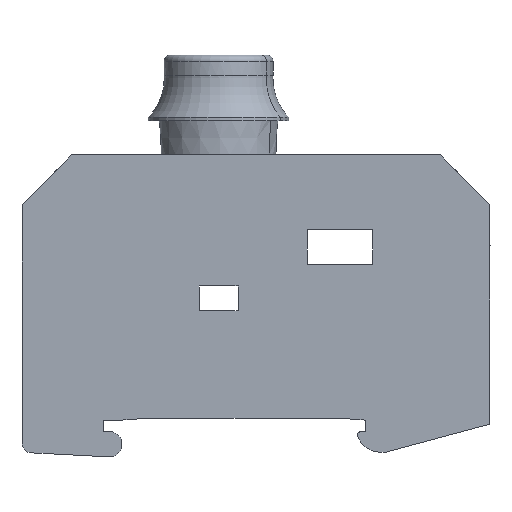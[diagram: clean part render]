
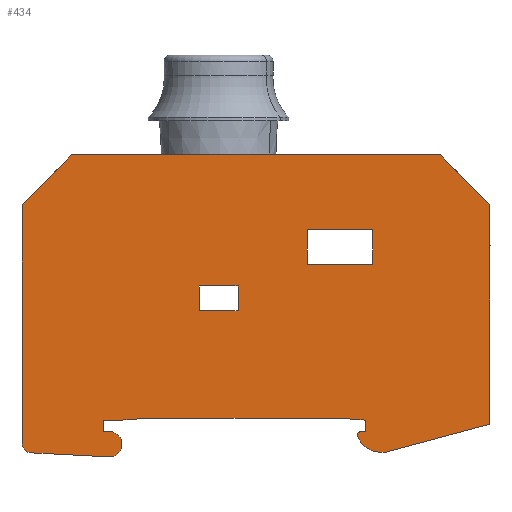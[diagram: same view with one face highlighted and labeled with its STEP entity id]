
A CAD part, left-side view. The second image highlights one B-rep face of the part: STEP entity #434.
In plain terms, the highlighted planar face has unit normal (-1, 0, 0).
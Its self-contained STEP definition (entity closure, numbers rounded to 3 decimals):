
#194=AXIS2_PLACEMENT_3D('Plane Axis2P3D',#191,#192,#193) ;
#205=AXIS2_PLACEMENT_3D('Circle Axis2P3D',#203,#204,$) ;
#226=AXIS2_PLACEMENT_3D('Circle Axis2P3D',#224,#225,$) ;
#240=AXIS2_PLACEMENT_3D('Circle Axis2P3D',#238,#239,$) ;
#303=AXIS2_PLACEMENT_3D('Circle Axis2P3D',#301,#302,$) ;
#310=AXIS2_PLACEMENT_3D('Circle Axis2P3D',#308,#309,$) ;
#41=CARTESIAN_POINT('Vertex',(0.,67.,48.392)) ;
#46=CARTESIAN_POINT('Line Origine',(0.,37.5,48.392)) ;
#50=CARTESIAN_POINT('Vertex',(0.,8.,48.392)) ;
#135=CARTESIAN_POINT('Vertex',(0.,75.,40.392)) ;
#140=CARTESIAN_POINT('Line Origine',(0.,71.,44.392)) ;
#191=CARTESIAN_POINT('Axis2P3D Location',(0.,0.,0.002)) ;
#196=CARTESIAN_POINT('Line Origine',(0.,75.,21.273)) ;
#200=CARTESIAN_POINT('Vertex',(0.,75.,2.154)) ;
#203=CARTESIAN_POINT('Axis2P3D Location',(0.,73.499,2.155)) ;
#207=CARTESIAN_POINT('Vertex',(0.,73.579,0.656)) ;
#210=CARTESIAN_POINT('Line Origine',(0.,67.342,0.33)) ;
#214=CARTESIAN_POINT('Vertex',(0.,61.105,0.003)) ;
#217=CARTESIAN_POINT('Line Origine',(0.,61.052,0.001)) ;
#221=CARTESIAN_POINT('Vertex',(0.,61.,0.)) ;
#224=CARTESIAN_POINT('Axis2P3D Location',(0.,61.,2.)) ;
#228=CARTESIAN_POINT('Vertex',(0.,59.,2.)) ;
#231=CARTESIAN_POINT('Line Origine',(0.,59.,2.046)) ;
#235=CARTESIAN_POINT('Vertex',(0.,59.,2.092)) ;
#238=CARTESIAN_POINT('Axis2P3D Location',(0.,61.,2.092)) ;
#242=CARTESIAN_POINT('Vertex',(0.,61.,4.092)) ;
#245=CARTESIAN_POINT('Line Origine',(0.,61.5,4.092)) ;
#249=CARTESIAN_POINT('Vertex',(0.,62.,4.092)) ;
#252=CARTESIAN_POINT('Line Origine',(0.,62.,4.992)) ;
#256=CARTESIAN_POINT('Vertex',(0.,62.,5.892)) ;
#259=CARTESIAN_POINT('Line Origine',(0.,60.5,5.892)) ;
#263=CARTESIAN_POINT('Vertex',(0.,59.,5.892)) ;
#266=CARTESIAN_POINT('Line Origine',(0.,57.,6.042)) ;
#270=CARTESIAN_POINT('Vertex',(0.,55.,6.192)) ;
#273=CARTESIAN_POINT('Line Origine',(0.,39.5,6.192)) ;
#277=CARTESIAN_POINT('Vertex',(0.,24.,6.192)) ;
#280=CARTESIAN_POINT('Line Origine',(0.,22.,6.042)) ;
#284=CARTESIAN_POINT('Vertex',(0.,20.,5.892)) ;
#287=CARTESIAN_POINT('Line Origine',(0.,20.,4.992)) ;
#291=CARTESIAN_POINT('Vertex',(0.,20.,4.092)) ;
#294=CARTESIAN_POINT('Line Origine',(0.,20.412,4.056)) ;
#298=CARTESIAN_POINT('Vertex',(0.,20.824,4.02)) ;
#301=CARTESIAN_POINT('Axis2P3D Location',(0.,20.78,3.522)) ;
#305=CARTESIAN_POINT('Vertex',(0.,21.249,3.348)) ;
#308=CARTESIAN_POINT('Axis2P3D Location',(0.,17.5,4.743)) ;
#312=CARTESIAN_POINT('Vertex',(0.,17.5,0.742)) ;
#315=CARTESIAN_POINT('Line Origine',(0.,17.147,0.742)) ;
#319=CARTESIAN_POINT('Vertex',(0.,16.794,0.742)) ;
#322=CARTESIAN_POINT('Line Origine',(0.,8.397,2.992)) ;
#326=CARTESIAN_POINT('Vertex',(0.,0.,5.242)) ;
#329=CARTESIAN_POINT('Line Origine',(0.,0.,22.817)) ;
#333=CARTESIAN_POINT('Vertex',(0.,0.,40.392)) ;
#336=CARTESIAN_POINT('Line Origine',(0.,4.,44.392)) ;
#366=CARTESIAN_POINT('Line Origine',(0.,18.75,33.642)) ;
#370=CARTESIAN_POINT('Vertex',(0.,18.75,36.392)) ;
#372=CARTESIAN_POINT('Vertex',(0.,18.75,30.892)) ;
#375=CARTESIAN_POINT('Line Origine',(0.,24.,30.892)) ;
#379=CARTESIAN_POINT('Vertex',(0.,29.25,30.892)) ;
#382=CARTESIAN_POINT('Line Origine',(0.,29.25,33.642)) ;
#386=CARTESIAN_POINT('Vertex',(0.,29.25,36.392)) ;
#389=CARTESIAN_POINT('Line Origine',(0.,24.,36.392)) ;
#400=CARTESIAN_POINT('Line Origine',(0.,40.375,25.392)) ;
#404=CARTESIAN_POINT('Vertex',(0.,40.375,27.392)) ;
#406=CARTESIAN_POINT('Vertex',(0.,40.375,23.392)) ;
#409=CARTESIAN_POINT('Line Origine',(0.,43.5,23.392)) ;
#413=CARTESIAN_POINT('Vertex',(0.,46.625,23.392)) ;
#416=CARTESIAN_POINT('Line Origine',(0.,46.625,25.392)) ;
#420=CARTESIAN_POINT('Vertex',(0.,46.625,27.392)) ;
#423=CARTESIAN_POINT('Line Origine',(0.,43.5,27.392)) ;
#47=DIRECTION('Vector Direction',(0.,-1.,0.)) ;
#141=DIRECTION('Vector Direction',(0.,-0.707,0.707)) ;
#192=DIRECTION('Axis2P3D Direction',(1.,0.,0.)) ;
#193=DIRECTION('Axis2P3D XDirection',(0.,1.,0.)) ;
#197=DIRECTION('Vector Direction',(0.,0.,1.)) ;
#204=DIRECTION('Axis2P3D Direction',(1.,0.,0.)) ;
#211=DIRECTION('Vector Direction',(0.,0.999,0.052)) ;
#218=DIRECTION('Vector Direction',(0.,1.,0.026)) ;
#225=DIRECTION('Axis2P3D Direction',(1.,0.,0.)) ;
#232=DIRECTION('Vector Direction',(0.,0.,-1.)) ;
#239=DIRECTION('Axis2P3D Direction',(1.,0.,0.)) ;
#246=DIRECTION('Vector Direction',(0.,-1.,0.)) ;
#253=DIRECTION('Vector Direction',(0.,0.,-1.)) ;
#260=DIRECTION('Vector Direction',(0.,1.,0.)) ;
#267=DIRECTION('Vector Direction',(0.,0.997,-0.075)) ;
#274=DIRECTION('Vector Direction',(0.,1.,0.)) ;
#281=DIRECTION('Vector Direction',(0.,0.997,0.075)) ;
#288=DIRECTION('Vector Direction',(0.,0.,1.)) ;
#295=DIRECTION('Vector Direction',(0.,-0.996,0.087)) ;
#302=DIRECTION('Axis2P3D Direction',(1.,0.,0.)) ;
#309=DIRECTION('Axis2P3D Direction',(1.,0.,0.)) ;
#316=DIRECTION('Vector Direction',(0.,1.,0.)) ;
#323=DIRECTION('Vector Direction',(0.,0.966,-0.259)) ;
#330=DIRECTION('Vector Direction',(0.,0.,-1.)) ;
#337=DIRECTION('Vector Direction',(0.,-0.707,-0.707)) ;
#367=DIRECTION('Vector Direction',(0.,0.,1.)) ;
#376=DIRECTION('Vector Direction',(0.,-1.,0.)) ;
#383=DIRECTION('Vector Direction',(0.,0.,-1.)) ;
#390=DIRECTION('Vector Direction',(0.,1.,0.)) ;
#401=DIRECTION('Vector Direction',(0.,0.,1.)) ;
#410=DIRECTION('Vector Direction',(0.,-1.,0.)) ;
#417=DIRECTION('Vector Direction',(0.,0.,-1.)) ;
#424=DIRECTION('Vector Direction',(0.,1.,0.)) ;
#48=VECTOR('Line Direction',#47,1.) ;
#142=VECTOR('Line Direction',#141,1.) ;
#198=VECTOR('Line Direction',#197,1.) ;
#212=VECTOR('Line Direction',#211,1.) ;
#219=VECTOR('Line Direction',#218,1.) ;
#233=VECTOR('Line Direction',#232,1.) ;
#247=VECTOR('Line Direction',#246,1.) ;
#254=VECTOR('Line Direction',#253,1.) ;
#261=VECTOR('Line Direction',#260,1.) ;
#268=VECTOR('Line Direction',#267,1.) ;
#275=VECTOR('Line Direction',#274,1.) ;
#282=VECTOR('Line Direction',#281,1.) ;
#289=VECTOR('Line Direction',#288,1.) ;
#296=VECTOR('Line Direction',#295,1.) ;
#317=VECTOR('Line Direction',#316,1.) ;
#324=VECTOR('Line Direction',#323,1.) ;
#331=VECTOR('Line Direction',#330,1.) ;
#338=VECTOR('Line Direction',#337,1.) ;
#368=VECTOR('Line Direction',#367,1.) ;
#377=VECTOR('Line Direction',#376,1.) ;
#384=VECTOR('Line Direction',#383,1.) ;
#391=VECTOR('Line Direction',#390,1.) ;
#402=VECTOR('Line Direction',#401,1.) ;
#411=VECTOR('Line Direction',#410,1.) ;
#418=VECTOR('Line Direction',#417,1.) ;
#425=VECTOR('Line Direction',#424,1.) ;
#342=ORIENTED_EDGE('',*,*,#144,.F.) ;
#343=ORIENTED_EDGE('',*,*,#202,.F.) ;
#344=ORIENTED_EDGE('',*,*,#209,.F.) ;
#345=ORIENTED_EDGE('',*,*,#216,.F.) ;
#346=ORIENTED_EDGE('',*,*,#223,.F.) ;
#347=ORIENTED_EDGE('',*,*,#230,.F.) ;
#348=ORIENTED_EDGE('',*,*,#237,.F.) ;
#349=ORIENTED_EDGE('',*,*,#244,.F.) ;
#350=ORIENTED_EDGE('',*,*,#251,.F.) ;
#351=ORIENTED_EDGE('',*,*,#258,.F.) ;
#352=ORIENTED_EDGE('',*,*,#265,.F.) ;
#353=ORIENTED_EDGE('',*,*,#272,.F.) ;
#354=ORIENTED_EDGE('',*,*,#279,.F.) ;
#355=ORIENTED_EDGE('',*,*,#286,.F.) ;
#356=ORIENTED_EDGE('',*,*,#293,.F.) ;
#357=ORIENTED_EDGE('',*,*,#300,.F.) ;
#358=ORIENTED_EDGE('',*,*,#307,.F.) ;
#359=ORIENTED_EDGE('',*,*,#314,.F.) ;
#360=ORIENTED_EDGE('',*,*,#321,.F.) ;
#361=ORIENTED_EDGE('',*,*,#328,.F.) ;
#362=ORIENTED_EDGE('',*,*,#335,.F.) ;
#363=ORIENTED_EDGE('',*,*,#340,.F.) ;
#364=ORIENTED_EDGE('',*,*,#52,.F.) ;
#395=ORIENTED_EDGE('',*,*,#374,.T.) ;
#396=ORIENTED_EDGE('',*,*,#381,.T.) ;
#397=ORIENTED_EDGE('',*,*,#388,.T.) ;
#398=ORIENTED_EDGE('',*,*,#393,.T.) ;
#429=ORIENTED_EDGE('',*,*,#408,.T.) ;
#430=ORIENTED_EDGE('',*,*,#415,.T.) ;
#431=ORIENTED_EDGE('',*,*,#422,.T.) ;
#432=ORIENTED_EDGE('',*,*,#427,.T.) ;
#399=FACE_BOUND('',#394,.T.) ;
#433=FACE_BOUND('',#428,.T.) ;
#434=ADVANCED_FACE('KLTR',(#365,#399,#433),#195,.F.) ;
#206=CIRCLE('generated circle',#205,1.501) ;
#227=CIRCLE('generated circle',#226,2.) ;
#241=CIRCLE('generated circle',#240,2.) ;
#304=CIRCLE('generated circle',#303,0.5) ;
#311=CIRCLE('generated circle',#310,4.001) ;
#52=EDGE_CURVE('',#42,#51,#49,.T.) ;
#144=EDGE_CURVE('',#136,#42,#143,.T.) ;
#202=EDGE_CURVE('',#201,#136,#199,.T.) ;
#209=EDGE_CURVE('',#208,#201,#206,.T.) ;
#216=EDGE_CURVE('',#215,#208,#213,.T.) ;
#223=EDGE_CURVE('',#222,#215,#220,.T.) ;
#230=EDGE_CURVE('',#229,#222,#227,.T.) ;
#237=EDGE_CURVE('',#236,#229,#234,.T.) ;
#244=EDGE_CURVE('',#243,#236,#241,.T.) ;
#251=EDGE_CURVE('',#250,#243,#248,.T.) ;
#258=EDGE_CURVE('',#257,#250,#255,.T.) ;
#265=EDGE_CURVE('',#264,#257,#262,.T.) ;
#272=EDGE_CURVE('',#271,#264,#269,.T.) ;
#279=EDGE_CURVE('',#278,#271,#276,.T.) ;
#286=EDGE_CURVE('',#285,#278,#283,.T.) ;
#293=EDGE_CURVE('',#292,#285,#290,.T.) ;
#300=EDGE_CURVE('',#299,#292,#297,.T.) ;
#307=EDGE_CURVE('',#306,#299,#304,.T.) ;
#314=EDGE_CURVE('',#313,#306,#311,.T.) ;
#321=EDGE_CURVE('',#320,#313,#318,.T.) ;
#328=EDGE_CURVE('',#327,#320,#325,.T.) ;
#335=EDGE_CURVE('',#334,#327,#332,.T.) ;
#340=EDGE_CURVE('',#51,#334,#339,.T.) ;
#374=EDGE_CURVE('',#371,#373,#369,.F.) ;
#381=EDGE_CURVE('',#373,#380,#378,.F.) ;
#388=EDGE_CURVE('',#380,#387,#385,.F.) ;
#393=EDGE_CURVE('',#387,#371,#392,.F.) ;
#408=EDGE_CURVE('',#405,#407,#403,.F.) ;
#415=EDGE_CURVE('',#407,#414,#412,.F.) ;
#422=EDGE_CURVE('',#414,#421,#419,.F.) ;
#427=EDGE_CURVE('',#421,#405,#426,.F.) ;
#341=EDGE_LOOP('',(#342,#343,#344,#345,#346,#347,#348,#349,#350,#351,#352,#353,#354,#355,#356,#357,#358,#359,#360,#361,#362,#363,#364)) ;
#394=EDGE_LOOP('',(#395,#396,#397,#398)) ;
#428=EDGE_LOOP('',(#429,#430,#431,#432)) ;
#365=FACE_OUTER_BOUND('',#341,.T.) ;
#49=LINE('Line',#46,#48) ;
#143=LINE('Line',#140,#142) ;
#199=LINE('Line',#196,#198) ;
#213=LINE('Line',#210,#212) ;
#220=LINE('Line',#217,#219) ;
#234=LINE('Line',#231,#233) ;
#248=LINE('Line',#245,#247) ;
#255=LINE('Line',#252,#254) ;
#262=LINE('Line',#259,#261) ;
#269=LINE('Line',#266,#268) ;
#276=LINE('Line',#273,#275) ;
#283=LINE('Line',#280,#282) ;
#290=LINE('Line',#287,#289) ;
#297=LINE('Line',#294,#296) ;
#318=LINE('Line',#315,#317) ;
#325=LINE('Line',#322,#324) ;
#332=LINE('Line',#329,#331) ;
#339=LINE('Line',#336,#338) ;
#369=LINE('Line',#366,#368) ;
#378=LINE('Line',#375,#377) ;
#385=LINE('Line',#382,#384) ;
#392=LINE('Line',#389,#391) ;
#403=LINE('Line',#400,#402) ;
#412=LINE('Line',#409,#411) ;
#419=LINE('Line',#416,#418) ;
#426=LINE('Line',#423,#425) ;
#195=PLANE('',#194) ;
#42=VERTEX_POINT('',#41) ;
#51=VERTEX_POINT('',#50) ;
#136=VERTEX_POINT('',#135) ;
#201=VERTEX_POINT('',#200) ;
#208=VERTEX_POINT('',#207) ;
#215=VERTEX_POINT('',#214) ;
#222=VERTEX_POINT('',#221) ;
#229=VERTEX_POINT('',#228) ;
#236=VERTEX_POINT('',#235) ;
#243=VERTEX_POINT('',#242) ;
#250=VERTEX_POINT('',#249) ;
#257=VERTEX_POINT('',#256) ;
#264=VERTEX_POINT('',#263) ;
#271=VERTEX_POINT('',#270) ;
#278=VERTEX_POINT('',#277) ;
#285=VERTEX_POINT('',#284) ;
#292=VERTEX_POINT('',#291) ;
#299=VERTEX_POINT('',#298) ;
#306=VERTEX_POINT('',#305) ;
#313=VERTEX_POINT('',#312) ;
#320=VERTEX_POINT('',#319) ;
#327=VERTEX_POINT('',#326) ;
#334=VERTEX_POINT('',#333) ;
#371=VERTEX_POINT('',#370) ;
#373=VERTEX_POINT('',#372) ;
#380=VERTEX_POINT('',#379) ;
#387=VERTEX_POINT('',#386) ;
#405=VERTEX_POINT('',#404) ;
#407=VERTEX_POINT('',#406) ;
#414=VERTEX_POINT('',#413) ;
#421=VERTEX_POINT('',#420) ;
